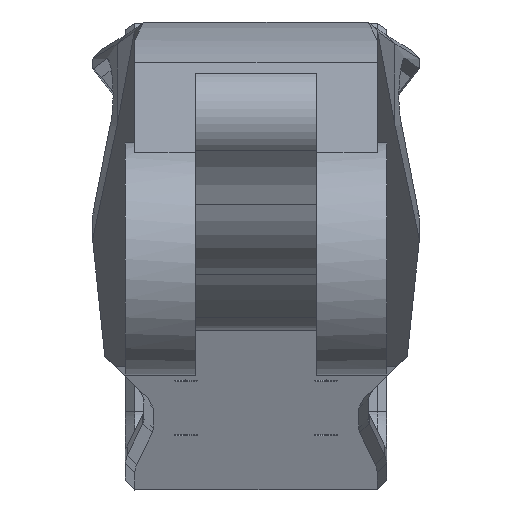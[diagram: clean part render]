
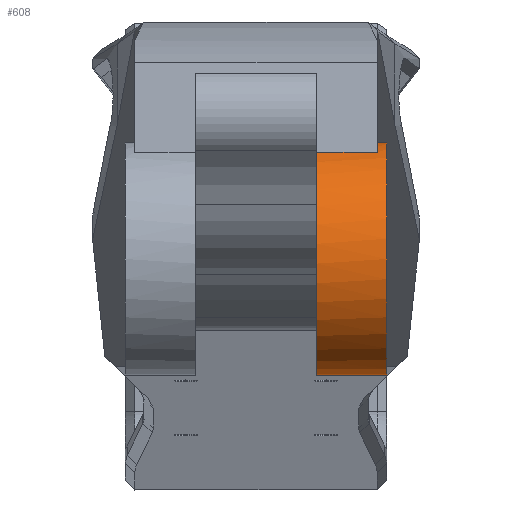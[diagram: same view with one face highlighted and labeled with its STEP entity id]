
A CAD part, left-side view. The second image highlights one B-rep face of the part: STEP entity #608.
In plain terms, the highlighted cylindrical face has radius 12.5 mm (diameter 25 mm), a partial arc.
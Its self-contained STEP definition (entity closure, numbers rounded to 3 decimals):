
#83 = DIRECTION ( 'NONE',  ( 0., 1., 0. ) ) ;
#96 = CARTESIAN_POINT ( 'NONE',  ( -28.191, -6.5, -22.761 ) ) ;
#164 = VERTEX_POINT ( 'NONE', #689 ) ;
#186 = AXIS2_PLACEMENT_3D ( 'NONE', #5528, #7173, #10433 ) ;
#210 = CARTESIAN_POINT ( 'NONE',  ( -33.283, -6.5, 1.155 ) ) ;
#214 = CIRCLE ( 'NONE', #7144, 12.5 ) ;
#608 = ADVANCED_FACE ( 'NONE', ( #2634 ), #3633, .T. ) ;
#689 = CARTESIAN_POINT ( 'NONE',  ( -28.191, -13., 2.239 ) ) ;
#690 = CARTESIAN_POINT ( 'NONE',  ( -33.283, -13., 1.155 ) ) ;
#728 = DIRECTION ( 'NONE',  ( 0., 1., 0. ) ) ;
#821 = DIRECTION ( 'NONE',  ( 0., 1., 0. ) ) ;
#875 = EDGE_CURVE ( 'NONE', #5674, #9880, #1882, .T. ) ;
#1023 = ORIENTED_EDGE ( 'NONE', *, *, #4734, .F. ) ;
#1154 = ORIENTED_EDGE ( 'NONE', *, *, #2033, .T. ) ;
#1420 = CARTESIAN_POINT ( 'NONE',  ( -28.191, -17.5, -22.761 ) ) ;
#1625 = VERTEX_POINT ( 'NONE', #96 ) ;
#1762 = ORIENTED_EDGE ( 'NONE', *, *, #875, .F. ) ;
#1841 = DIRECTION ( 'NONE',  ( 0., 1., 0. ) ) ;
#1882 = CIRCLE ( 'NONE', #186, 12.5 ) ;
#2033 = EDGE_CURVE ( 'NONE', #3475, #1625, #3075, .T. ) ;
#2064 = AXIS2_PLACEMENT_3D ( 'NONE', #4188, #10091, #9219 ) ;
#2621 = CARTESIAN_POINT ( 'NONE',  ( -28.191, -13., -10.261 ) ) ;
#2634 = FACE_OUTER_BOUND ( 'NONE', #7189, .T. ) ;
#2733 = DIRECTION ( 'NONE',  ( 0., 0., 1. ) ) ;
#3000 = EDGE_CURVE ( 'NONE', #164, #4616, #214, .T. ) ;
#3075 = CIRCLE ( 'NONE', #2064, 12.5 ) ;
#3144 = LINE ( 'NONE', #8063, #10218 ) ;
#3296 = CARTESIAN_POINT ( 'NONE',  ( -33.283, -17.5, 1.155 ) ) ;
#3475 = VERTEX_POINT ( 'NONE', #210 ) ;
#3552 = AXIS2_PLACEMENT_3D ( 'NONE', #10003, #1841, #2733 ) ;
#3633 = CYLINDRICAL_SURFACE ( 'NONE', #3552, 12.5 ) ;
#3725 = ORIENTED_EDGE ( 'NONE', *, *, #3000, .T. ) ;
#3828 = VECTOR ( 'NONE', #728, 1000. ) ;
#4188 = CARTESIAN_POINT ( 'NONE',  ( -28.191, -6.5, -10.261 ) ) ;
#4234 = CARTESIAN_POINT ( 'NONE',  ( -28.191, -14., -22.761 ) ) ;
#4521 = LINE ( 'NONE', #3296, #6974 ) ;
#4616 = VERTEX_POINT ( 'NONE', #690 ) ;
#4734 = EDGE_CURVE ( 'NONE', #9880, #1625, #10323, .T. ) ;
#5214 = EDGE_CURVE ( 'NONE', #4616, #3475, #4521, .T. ) ;
#5350 = EDGE_CURVE ( 'NONE', #5674, #164, #3144, .T. ) ;
#5528 = CARTESIAN_POINT ( 'NONE',  ( -28.191, -14., -10.261 ) ) ;
#5674 = VERTEX_POINT ( 'NONE', #9649 ) ;
#6974 = VECTOR ( 'NONE', #83, 1000. ) ;
#7144 = AXIS2_PLACEMENT_3D ( 'NONE', #2621, #8114, #9070 ) ;
#7173 = DIRECTION ( 'NONE',  ( 0., -1., 0. ) ) ;
#7189 = EDGE_LOOP ( 'NONE', ( #1023, #1762, #9814, #3725, #9936, #1154 ) ) ;
#8063 = CARTESIAN_POINT ( 'NONE',  ( -28.191, -17.5, 2.239 ) ) ;
#8114 = DIRECTION ( 'NONE',  ( 0., -1., 0. ) ) ;
#9070 = DIRECTION ( 'NONE',  ( 0., 0., -1. ) ) ;
#9219 = DIRECTION ( 'NONE',  ( 0., 0., 1. ) ) ;
#9649 = CARTESIAN_POINT ( 'NONE',  ( -28.191, -14., 2.239 ) ) ;
#9814 = ORIENTED_EDGE ( 'NONE', *, *, #5350, .T. ) ;
#9880 = VERTEX_POINT ( 'NONE', #4234 ) ;
#9936 = ORIENTED_EDGE ( 'NONE', *, *, #5214, .T. ) ;
#10003 = CARTESIAN_POINT ( 'NONE',  ( -28.191, -17.5, -10.261 ) ) ;
#10091 = DIRECTION ( 'NONE',  ( 0., -1., 0. ) ) ;
#10218 = VECTOR ( 'NONE', #821, 1000. ) ;
#10323 = LINE ( 'NONE', #1420, #3828 ) ;
#10433 = DIRECTION ( 'NONE',  ( 0., 0., -1. ) ) ;
